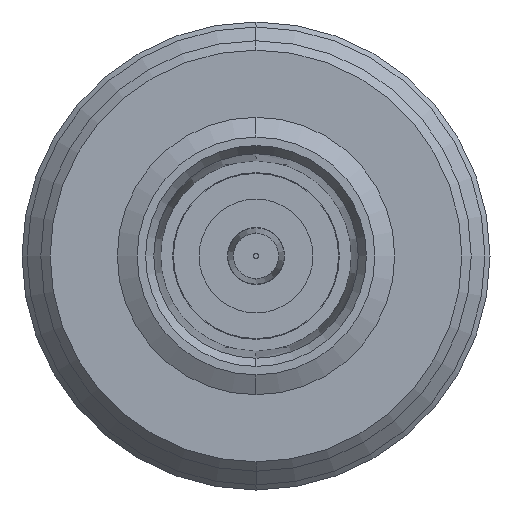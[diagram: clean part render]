
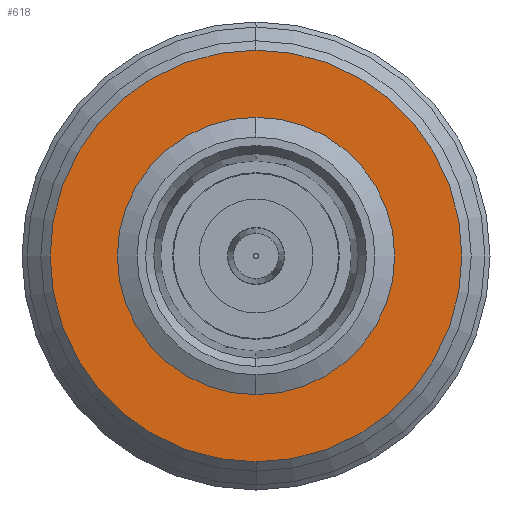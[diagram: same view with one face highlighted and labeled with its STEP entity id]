
A CAD part, left-side view. The second image highlights one B-rep face of the part: STEP entity #618.
In plain terms, the highlighted planar face has unit normal (-1, 0, 0).
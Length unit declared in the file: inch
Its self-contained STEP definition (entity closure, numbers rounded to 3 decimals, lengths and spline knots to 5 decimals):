
#4 = VERTEX_POINT ( 'NONE', #2516 ) ;
#53 = CIRCLE ( 'NONE', #1569, 0.19055 ) ;
#56 = CARTESIAN_POINT ( 'NONE',  ( 0.42353, 0., 0. ) ) ;
#186 = DIRECTION ( 'NONE',  ( 0., 0., 1. ) ) ;
#225 = ORIENTED_EDGE ( 'NONE', *, *, #2159, .F. ) ;
#329 = EDGE_LOOP ( 'NONE', ( #225, #5032 ) ) ;
#398 = EDGE_LOOP ( 'NONE', ( #5143, #1504 ) ) ;
#477 = FACE_BOUND ( 'NONE', #329, .T. ) ;
#520 = VERTEX_POINT ( 'NONE', #3780 ) ;
#618 = ADVANCED_FACE ( 'NONE', ( #477, #4857 ), #1302, .F. ) ;
#747 = CARTESIAN_POINT ( 'NONE',  ( 0.42353, 0., -0.32995 ) ) ;
#806 = AXIS2_PLACEMENT_3D ( 'NONE', #56, #1762, #186 ) ;
#890 = DIRECTION ( 'NONE',  ( 0., 0., -1. ) ) ;
#1143 = CIRCLE ( 'NONE', #4037, 0.19055 ) ;
#1302 = PLANE ( 'NONE',  #3365 ) ;
#1504 = ORIENTED_EDGE ( 'NONE', *, *, #3865, .T. ) ;
#1569 = AXIS2_PLACEMENT_3D ( 'NONE', #4061, #4415, #2192 ) ;
#1587 = EDGE_CURVE ( 'NONE', #520, #4, #53, .T. ) ;
#1740 = CARTESIAN_POINT ( 'NONE',  ( 0.42353, 0., 0.32995 ) ) ;
#1762 = DIRECTION ( 'NONE',  ( -1., 0., 0. ) ) ;
#1789 = CARTESIAN_POINT ( 'NONE',  ( 0.42353, 0.19055, 0. ) ) ;
#2157 = VERTEX_POINT ( 'NONE', #1740 ) ;
#2159 = EDGE_CURVE ( 'NONE', #4, #520, #1143, .T. ) ;
#2166 = CARTESIAN_POINT ( 'NONE',  ( 0.42353, 0., 0. ) ) ;
#2192 = DIRECTION ( 'NONE',  ( 0., 0., 1. ) ) ;
#2434 = CIRCLE ( 'NONE', #806, 0.32995 ) ;
#2516 = CARTESIAN_POINT ( 'NONE',  ( 0.42353, 0., 0.19055 ) ) ;
#2934 = DIRECTION ( 'NONE',  ( -1., 0., 0. ) ) ;
#3023 = AXIS2_PLACEMENT_3D ( 'NONE', #4156, #2934, #5012 ) ;
#3365 = AXIS2_PLACEMENT_3D ( 'NONE', #1789, #3518, #890 ) ;
#3518 = DIRECTION ( 'NONE',  ( 1., 0., 0. ) ) ;
#3780 = CARTESIAN_POINT ( 'NONE',  ( 0.42353, 0., -0.19055 ) ) ;
#3865 = EDGE_CURVE ( 'NONE', #2157, #5503, #3948, .T. ) ;
#3948 = CIRCLE ( 'NONE', #3023, 0.32995 ) ;
#4037 = AXIS2_PLACEMENT_3D ( 'NONE', #2166, #4720, #5174 ) ;
#4061 = CARTESIAN_POINT ( 'NONE',  ( 0.42353, 0., 0. ) ) ;
#4156 = CARTESIAN_POINT ( 'NONE',  ( 0.42353, 0., 0. ) ) ;
#4415 = DIRECTION ( 'NONE',  ( -1., 0., 0. ) ) ;
#4720 = DIRECTION ( 'NONE',  ( -1., 0., 0. ) ) ;
#4857 = FACE_OUTER_BOUND ( 'NONE', #398, .T. ) ;
#4952 = EDGE_CURVE ( 'NONE', #5503, #2157, #2434, .T. ) ;
#5012 = DIRECTION ( 'NONE',  ( 0., 0., 1. ) ) ;
#5032 = ORIENTED_EDGE ( 'NONE', *, *, #1587, .F. ) ;
#5143 = ORIENTED_EDGE ( 'NONE', *, *, #4952, .T. ) ;
#5174 = DIRECTION ( 'NONE',  ( 0., 0., 1. ) ) ;
#5503 = VERTEX_POINT ( 'NONE', #747 ) ;
